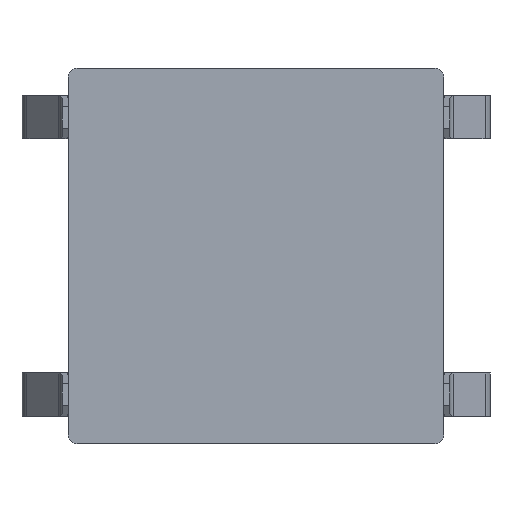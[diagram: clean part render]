
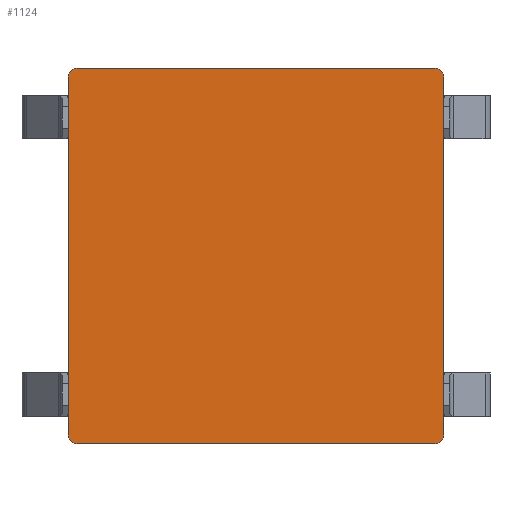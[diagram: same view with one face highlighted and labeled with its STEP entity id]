
A CAD part, front view. The second image highlights one B-rep face of the part: STEP entity #1124.
In plain terms, the highlighted planar face has unit normal (0, -1, 0).
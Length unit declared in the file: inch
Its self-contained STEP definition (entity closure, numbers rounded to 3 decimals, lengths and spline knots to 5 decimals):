
#74 = CARTESIAN_POINT ( 'NONE',  ( -0.11417, 0., -0.11417 ) ) ;
#91 = VERTEX_POINT ( 'NONE', #3570 ) ;
#157 = CARTESIAN_POINT ( 'NONE',  ( -0.12008, 0., 0.11417 ) ) ;
#175 = ORIENTED_EDGE ( 'NONE', *, *, #2294, .T. ) ;
#422 = VECTOR ( 'NONE', #2404, 39.37008 ) ;
#537 = LINE ( 'NONE', #4380, #4006 ) ;
#575 = EDGE_CURVE ( 'NONE', #91, #4306, #1668, .T. ) ;
#596 = AXIS2_PLACEMENT_3D ( 'NONE', #74, #1214, #835 ) ;
#598 = CARTESIAN_POINT ( 'NONE',  ( -0.12008, 0., -0.11417 ) ) ;
#686 = EDGE_CURVE ( 'NONE', #91, #4351, #2924, .T. ) ;
#702 = EDGE_LOOP ( 'NONE', ( #4410, #175, #836, #3977, #4847, #3273, #1366, #2952 ) ) ;
#762 = AXIS2_PLACEMENT_3D ( 'NONE', #1417, #4468, #2129 ) ;
#782 = EDGE_CURVE ( 'NONE', #1361, #1546, #3979, .T. ) ;
#813 = CARTESIAN_POINT ( 'NONE',  ( 0.11417, 0., 0.12008 ) ) ;
#835 = DIRECTION ( 'NONE',  ( 0., 0., 1. ) ) ;
#836 = ORIENTED_EDGE ( 'NONE', *, *, #575, .F. ) ;
#902 = CARTESIAN_POINT ( 'NONE',  ( -0.11417, 0., 0.12008 ) ) ;
#949 = DIRECTION ( 'NONE',  ( 0., 0., 1. ) ) ;
#976 = DIRECTION ( 'NONE',  ( 0., 0., 1. ) ) ;
#1124 = ADVANCED_FACE ( 'NONE', ( #4263 ), #2331, .F. ) ;
#1191 = CARTESIAN_POINT ( 'NONE',  ( 0., 0., 0. ) ) ;
#1214 = DIRECTION ( 'NONE',  ( 0., -1., 0. ) ) ;
#1221 = DIRECTION ( 'NONE',  ( 1., 0., 0. ) ) ;
#1309 = EDGE_CURVE ( 'NONE', #4922, #4299, #3463, .T. ) ;
#1361 = VERTEX_POINT ( 'NONE', #2507 ) ;
#1366 = ORIENTED_EDGE ( 'NONE', *, *, #1663, .F. ) ;
#1417 = CARTESIAN_POINT ( 'NONE',  ( 0.11417, 0., -0.11417 ) ) ;
#1546 = VERTEX_POINT ( 'NONE', #813 ) ;
#1561 = DIRECTION ( 'NONE',  ( 0., 1., 0. ) ) ;
#1563 = CARTESIAN_POINT ( 'NONE',  ( 0.12008, 0., -0.11417 ) ) ;
#1663 = EDGE_CURVE ( 'NONE', #4922, #1546, #4452, .T. ) ;
#1668 = LINE ( 'NONE', #2826, #3411 ) ;
#1797 = AXIS2_PLACEMENT_3D ( 'NONE', #2180, #3309, #976 ) ;
#1827 = VECTOR ( 'NONE', #3224, 39.37008 ) ;
#2129 = DIRECTION ( 'NONE',  ( 0., 0., 1. ) ) ;
#2180 = CARTESIAN_POINT ( 'NONE',  ( 0.11417, 0., 0.11417 ) ) ;
#2273 = AXIS2_PLACEMENT_3D ( 'NONE', #1191, #1561, #1221 ) ;
#2294 = EDGE_CURVE ( 'NONE', #3469, #4306, #2747, .T. ) ;
#2320 = EDGE_CURVE ( 'NONE', #3469, #4299, #2477, .T. ) ;
#2331 = PLANE ( 'NONE',  #2273 ) ;
#2381 = DIRECTION ( 'NONE',  ( 0., -1., 0. ) ) ;
#2404 = DIRECTION ( 'NONE',  ( 1., 0., 0. ) ) ;
#2477 = LINE ( 'NONE', #4806, #1827 ) ;
#2507 = CARTESIAN_POINT ( 'NONE',  ( 0.12008, 0., 0.11417 ) ) ;
#2747 = CIRCLE ( 'NONE', #596, 0.00591 ) ;
#2826 = CARTESIAN_POINT ( 'NONE',  ( -0.12008, 0., -0.12008 ) ) ;
#2924 = CIRCLE ( 'NONE', #762, 0.00591 ) ;
#2952 = ORIENTED_EDGE ( 'NONE', *, *, #1309, .T. ) ;
#3224 = DIRECTION ( 'NONE',  ( 0., 0., 1. ) ) ;
#3273 = ORIENTED_EDGE ( 'NONE', *, *, #782, .T. ) ;
#3309 = DIRECTION ( 'NONE',  ( 0., -1., 0. ) ) ;
#3411 = VECTOR ( 'NONE', #4340, 39.37008 ) ;
#3463 = CIRCLE ( 'NONE', #3635, 0.00591 ) ;
#3469 = VERTEX_POINT ( 'NONE', #598 ) ;
#3570 = CARTESIAN_POINT ( 'NONE',  ( 0.11417, 0., -0.12008 ) ) ;
#3584 = CARTESIAN_POINT ( 'NONE',  ( -0.11417, 0., 0.11417 ) ) ;
#3635 = AXIS2_PLACEMENT_3D ( 'NONE', #3584, #2381, #949 ) ;
#3672 = CARTESIAN_POINT ( 'NONE',  ( -0.12008, 0., 0.12008 ) ) ;
#3977 = ORIENTED_EDGE ( 'NONE', *, *, #686, .T. ) ;
#3979 = CIRCLE ( 'NONE', #1797, 0.00591 ) ;
#4006 = VECTOR ( 'NONE', #4760, 39.37008 ) ;
#4263 = FACE_OUTER_BOUND ( 'NONE', #702, .T. ) ;
#4299 = VERTEX_POINT ( 'NONE', #157 ) ;
#4306 = VERTEX_POINT ( 'NONE', #4312 ) ;
#4312 = CARTESIAN_POINT ( 'NONE',  ( -0.11417, 0., -0.12008 ) ) ;
#4340 = DIRECTION ( 'NONE',  ( -1., 0., 0. ) ) ;
#4351 = VERTEX_POINT ( 'NONE', #1563 ) ;
#4380 = CARTESIAN_POINT ( 'NONE',  ( 0.12008, 0., -0.12008 ) ) ;
#4410 = ORIENTED_EDGE ( 'NONE', *, *, #2320, .F. ) ;
#4452 = LINE ( 'NONE', #3672, #422 ) ;
#4468 = DIRECTION ( 'NONE',  ( 0., -1., 0. ) ) ;
#4473 = EDGE_CURVE ( 'NONE', #1361, #4351, #537, .T. ) ;
#4760 = DIRECTION ( 'NONE',  ( 0., 0., -1. ) ) ;
#4806 = CARTESIAN_POINT ( 'NONE',  ( -0.12008, 0., -0.12008 ) ) ;
#4847 = ORIENTED_EDGE ( 'NONE', *, *, #4473, .F. ) ;
#4922 = VERTEX_POINT ( 'NONE', #902 ) ;
